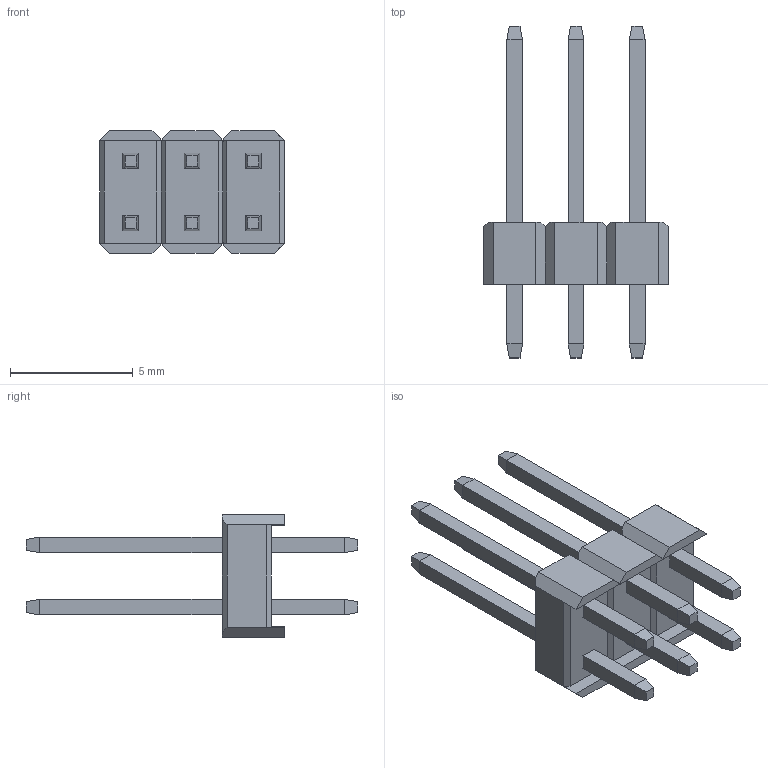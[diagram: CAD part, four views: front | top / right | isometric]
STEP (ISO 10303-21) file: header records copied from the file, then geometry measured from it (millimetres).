
FILE_DESCRIPTION (( 'STEP AP214' ), '1' );
FILE_NAME ('2x3 Male Pin Header.STEP', '2018-11-16T18:24:06', ( 'M.B.I.' ), ( '' ), 'SwSTEP 2.0', '', '' );
FILE_SCHEMA (( 'AUTOMOTIVE_DESIGN' ));
Length unit declared in the file: millimetre
Products named in the file (1): 2x3 Male Pin Header
Bounding box: 7.54 x 13.54 x 5 mm (x, y, z)
Volume: 103.1 mm3; surface area: 376.1 mm2
Topology: 7 solids, 7 shells, 176 faces, 428 edges, 266 vertices
Faces by surface type: plane 176
Entity records: 5080 total; most frequent: CARTESIAN_POINT 871, ORIENTED_EDGE 856, DIRECTION 782, VECTOR 428, LINE 428, EDGE_CURVE 428, VERTEX_POINT 266, EDGE_LOOP 188
